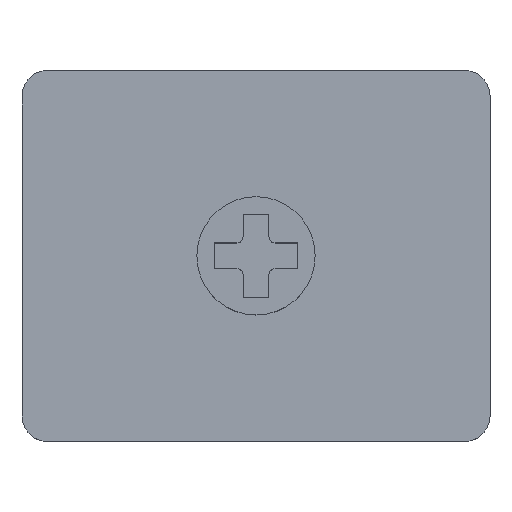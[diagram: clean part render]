
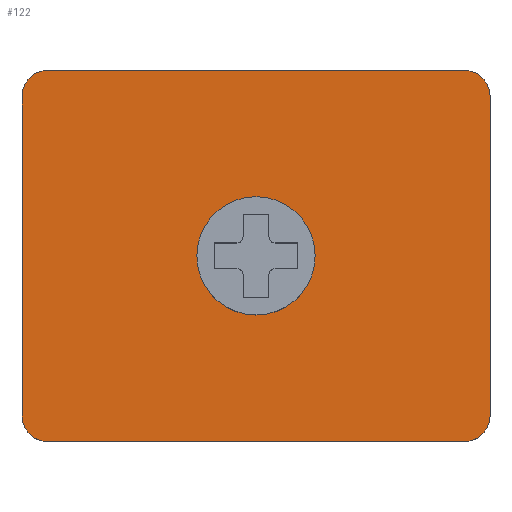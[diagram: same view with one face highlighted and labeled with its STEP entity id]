
A CAD part, top view. The second image highlights one B-rep face of the part: STEP entity #122.
In plain terms, the highlighted planar face has unit normal (0, 0, 1).
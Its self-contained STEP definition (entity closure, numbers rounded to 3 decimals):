
#27=CARTESIAN_POINT('',(0.11,0.009,2.));
#28=DIRECTION('',(0.,0.,-1.));
#29=DIRECTION('',(-0.,-1.,-0.));
#30=AXIS2_PLACEMENT_3D('',#27,#28,#29);
#31=PLANE('',#30);
#32=CARTESIAN_POINT('',(-10.231,-9.1,2.));
#33=VERTEX_POINT('',#32);
#34=CARTESIAN_POINT('',(10.231,-9.1,2.));
#35=VERTEX_POINT('',#34);
#36=CARTESIAN_POINT('',(-10.231,-9.1,2.));
#37=DIRECTION('',(1.,-0.,-0.));
#38=VECTOR('',#37,20.463);
#39=LINE('',#36,#38);
#40=EDGE_CURVE('',#33,#35,#39,.T.);
#41=ORIENTED_EDGE('',*,*,#40,.T.);
#42=CARTESIAN_POINT('',(11.481,-7.85,2.));
#43=VERTEX_POINT('',#42);
#44=CARTESIAN_POINT('',(10.231,-7.85,2.));
#45=DIRECTION('',(-0.,-0.,1.));
#46=DIRECTION('',(-0.,-1.,-0.));
#47=AXIS2_PLACEMENT_3D('',#44,#45,#46);
#48=CIRCLE('',#47,1.25);
#49=EDGE_CURVE('',#35,#43,#48,.T.);
#50=ORIENTED_EDGE('',*,*,#49,.T.);
#51=CARTESIAN_POINT('',(11.481,7.85,2.));
#52=VERTEX_POINT('',#51);
#53=CARTESIAN_POINT('',(11.481,-7.85,2.));
#54=DIRECTION('',(-0.,1.,0.));
#55=VECTOR('',#54,15.7);
#56=LINE('',#53,#55);
#57=EDGE_CURVE('',#43,#52,#56,.T.);
#58=ORIENTED_EDGE('',*,*,#57,.T.);
#59=CARTESIAN_POINT('',(10.231,9.1,2.));
#60=VERTEX_POINT('',#59);
#61=CARTESIAN_POINT('',(10.231,7.85,2.));
#62=DIRECTION('',(-0.,-0.,1.));
#63=DIRECTION('',(-0.,-1.,-0.));
#64=AXIS2_PLACEMENT_3D('',#61,#62,#63);
#65=CIRCLE('',#64,1.25);
#66=EDGE_CURVE('',#52,#60,#65,.T.);
#67=ORIENTED_EDGE('',*,*,#66,.T.);
#68=CARTESIAN_POINT('',(-10.231,9.1,2.));
#69=VERTEX_POINT('',#68);
#70=CARTESIAN_POINT('',(10.231,9.1,2.));
#71=DIRECTION('',(-1.,0.,0.));
#72=VECTOR('',#71,20.463);
#73=LINE('',#70,#72);
#74=EDGE_CURVE('',#60,#69,#73,.T.);
#75=ORIENTED_EDGE('',*,*,#74,.T.);
#76=CARTESIAN_POINT('',(-11.481,7.85,2.));
#77=VERTEX_POINT('',#76);
#78=CARTESIAN_POINT('',(-10.231,7.85,2.));
#79=DIRECTION('',(-0.,-0.,1.));
#80=DIRECTION('',(-0.,-1.,-0.));
#81=AXIS2_PLACEMENT_3D('',#78,#79,#80);
#82=CIRCLE('',#81,1.25);
#83=EDGE_CURVE('',#69,#77,#82,.T.);
#84=ORIENTED_EDGE('',*,*,#83,.T.);
#85=CARTESIAN_POINT('',(-11.481,-7.85,2.));
#86=VERTEX_POINT('',#85);
#87=CARTESIAN_POINT('',(-11.481,7.85,2.));
#88=DIRECTION('',(-0.,-1.,-0.));
#89=VECTOR('',#88,15.7);
#90=LINE('',#87,#89);
#91=EDGE_CURVE('',#77,#86,#90,.T.);
#92=ORIENTED_EDGE('',*,*,#91,.T.);
#93=CARTESIAN_POINT('',(-10.231,-7.85,2.));
#94=DIRECTION('',(-0.,-0.,1.));
#95=DIRECTION('',(-0.,-1.,-0.));
#96=AXIS2_PLACEMENT_3D('',#93,#94,#95);
#97=CIRCLE('',#96,1.25);
#98=EDGE_CURVE('',#86,#33,#97,.T.);
#99=ORIENTED_EDGE('',*,*,#98,.T.);
#100=EDGE_LOOP('',(#41,#50,#58,#67,#75,#84,#92,#99));
#101=FACE_BOUND('',#100,.T.);
#102=CARTESIAN_POINT('',(0.,-2.9,2.));
#103=VERTEX_POINT('',#102);
#104=CARTESIAN_POINT('',(0.,2.9,2.));
#105=VERTEX_POINT('',#104);
#106=CARTESIAN_POINT('',(0.,0.,2.));
#107=DIRECTION('',(-0.,-0.,1.));
#108=DIRECTION('',(0.,1.,0.));
#109=AXIS2_PLACEMENT_3D('',#106,#107,#108);
#110=CIRCLE('',#109,2.9);
#111=EDGE_CURVE('',#103,#105,#110,.T.);
#112=ORIENTED_EDGE('',*,*,#111,.F.);
#113=CARTESIAN_POINT('',(0.,0.,2.));
#114=DIRECTION('',(-0.,-0.,1.));
#115=DIRECTION('',(0.,1.,0.));
#116=AXIS2_PLACEMENT_3D('',#113,#114,#115);
#117=CIRCLE('',#116,2.9);
#118=EDGE_CURVE('',#105,#103,#117,.T.);
#119=ORIENTED_EDGE('',*,*,#118,.F.);
#120=EDGE_LOOP('',(#112,#119));
#121=FACE_BOUND('',#120,.T.);
#122=ADVANCED_FACE('',(#101,#121),#31,.F.);
